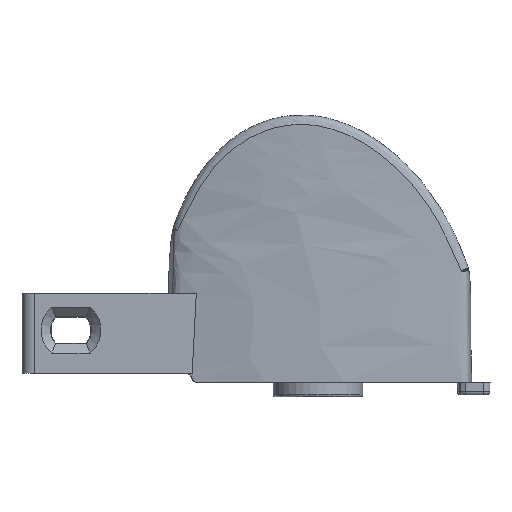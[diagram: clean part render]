
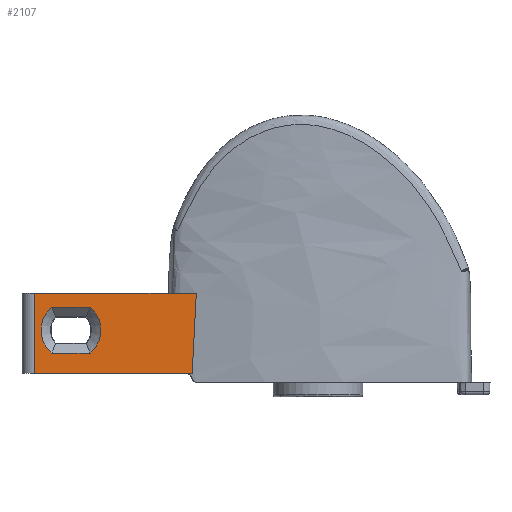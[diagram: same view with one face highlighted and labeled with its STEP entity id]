
A CAD part, top view. The second image highlights one B-rep face of the part: STEP entity #2107.
In plain terms, the highlighted face is planar.
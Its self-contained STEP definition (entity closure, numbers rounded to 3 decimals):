
#174=LINE('',#7007,#251);
#175=LINE('',#7023,#252);
#181=LINE('',#8149,#258);
#182=LINE('',#8150,#259);
#183=LINE('',#8151,#260);
#251=VECTOR('',#2545,10.);
#252=VECTOR('',#2554,10.);
#258=VECTOR('',#2584,10.);
#259=VECTOR('',#2585,10.);
#260=VECTOR('',#2586,10.);
#351=B_SPLINE_CURVE_WITH_KNOTS('',3,(#5752,#5753,#5754,#5755,#5756,#5757,
#5758),.UNSPECIFIED.,.F.,.F.,(4,3,4),(-0.7,-0.35,
-0.05),.UNSPECIFIED.);
#440=FACE_BOUND('',#663,.T.);
#465=PLANE('',#2267);
#547=FACE_OUTER_BOUND('',#662,.T.);
#662=EDGE_LOOP('',(#1774,#1775,#1776,#1777));
#663=EDGE_LOOP('',(#1778,#1779,#1780,#1781));
#750=CIRCLE('',#2253,2.427);
#752=CIRCLE('',#2257,2.427);
#913=VERTEX_POINT('',#5731);
#914=VERTEX_POINT('',#5751);
#986=VERTEX_POINT('',#7001);
#987=VERTEX_POINT('',#7006);
#988=VERTEX_POINT('',#7013);
#990=VERTEX_POINT('',#7022);
#996=VERTEX_POINT('',#8147);
#997=VERTEX_POINT('',#8148);
#1172=EDGE_CURVE('',#913,#914,#351,.T.);
#1261=EDGE_CURVE('',#986,#987,#174,.T.);
#1263=EDGE_CURVE('',#987,#988,#750,.T.);
#1266=EDGE_CURVE('',#988,#990,#175,.T.);
#1269=EDGE_CURVE('',#990,#986,#752,.T.);
#1291=EDGE_CURVE('',#996,#997,#181,.T.);
#1292=EDGE_CURVE('',#996,#914,#182,.T.);
#1293=EDGE_CURVE('',#997,#913,#183,.T.);
#1774=ORIENTED_EDGE('',*,*,#1291,.F.);
#1775=ORIENTED_EDGE('',*,*,#1292,.T.);
#1776=ORIENTED_EDGE('',*,*,#1172,.F.);
#1777=ORIENTED_EDGE('',*,*,#1293,.F.);
#1778=ORIENTED_EDGE('',*,*,#1263,.F.);
#1779=ORIENTED_EDGE('',*,*,#1261,.F.);
#1780=ORIENTED_EDGE('',*,*,#1269,.F.);
#1781=ORIENTED_EDGE('',*,*,#1266,.F.);
#2107=ADVANCED_FACE('',(#547,#440),#465,.T.);
#2253=AXIS2_PLACEMENT_3D('',#7014,#2548,#2549);
#2257=AXIS2_PLACEMENT_3D('',#7031,#2558,#2559);
#2267=AXIS2_PLACEMENT_3D('',#8146,#2582,#2583);
#2545=DIRECTION('',(-1.,0.,0.));
#2548=DIRECTION('center_axis',(0.,0.,-1.));
#2549=DIRECTION('ref_axis',(-1.,0.,0.));
#2554=DIRECTION('',(1.,0.,0.));
#2558=DIRECTION('center_axis',(0.,0.,-1.));
#2559=DIRECTION('ref_axis',(1.,0.,0.));
#2582=DIRECTION('center_axis',(0.,0.,-1.));
#2583=DIRECTION('ref_axis',(1.,0.,0.));
#2584=DIRECTION('',(0.,1.,0.));
#2585=DIRECTION('',(-1.,0.,0.));
#2586=DIRECTION('',(-1.,0.,0.));
#5731=CARTESIAN_POINT('',(106.668,32.2,-13.472));
#5751=CARTESIAN_POINT('',(107.002,25.7,-13.472));
#5752=CARTESIAN_POINT('Ctrl Pts',(106.668,32.2,-13.472));
#5753=CARTESIAN_POINT('Ctrl Pts',(106.731,31.034,-13.472));
#5754=CARTESIAN_POINT('Ctrl Pts',(106.792,29.866,-13.472));
#5755=CARTESIAN_POINT('Ctrl Pts',(106.852,28.7,-13.472));
#5756=CARTESIAN_POINT('Ctrl Pts',(106.903,27.7,-13.472));
#5757=CARTESIAN_POINT('Ctrl Pts',(106.953,26.699,-13.472));
#5758=CARTESIAN_POINT('Ctrl Pts',(107.002,25.7,-13.472));
#7001=CARTESIAN_POINT('',(118.408,27.338,-13.472));
#7006=CARTESIAN_POINT('',(115.294,27.338,-13.472));
#7007=CARTESIAN_POINT('',(110.718,27.338,-13.472));
#7013=CARTESIAN_POINT('',(115.294,31.062,-13.472));
#7014=CARTESIAN_POINT('Origin',(116.851,29.2,-13.472));
#7022=CARTESIAN_POINT('',(118.408,31.062,-13.472));
#7023=CARTESIAN_POINT('',(109.486,31.062,-13.472));
#7031=CARTESIAN_POINT('Origin',(116.851,29.2,-13.472));
#8146=CARTESIAN_POINT('Origin',(103.353,29.7,-13.472));
#8147=CARTESIAN_POINT('',(119.826,25.7,-13.472));
#8148=CARTESIAN_POINT('',(119.826,32.2,-13.472));
#8149=CARTESIAN_POINT('',(119.826,27.7,-13.472));
#8150=CARTESIAN_POINT('',(120.826,25.7,-13.472));
#8151=CARTESIAN_POINT('',(120.826,32.2,-13.472));
